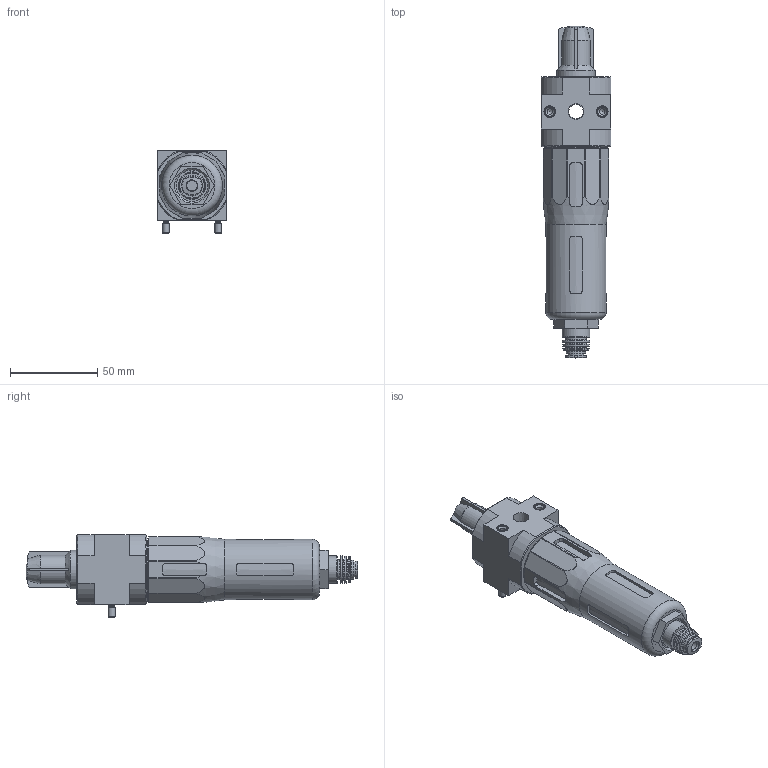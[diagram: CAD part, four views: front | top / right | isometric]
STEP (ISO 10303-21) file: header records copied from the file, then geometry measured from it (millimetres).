
FILE_DESCRIPTION(/* description */ ('STEP AP214'),/* implementation_level */ '2;1');
FILE_NAME(/* name */ '532814_LFMB-D-MINI-DA-A',/* time_stamp */ '2024-09-03T17:16:57+02:00',/* author */ ('License CC BY-ND 4.0'),/* organization */ ('CADENAS'),/* preprocessor_version */ 'ST-DEVELOPER v19.3',/* originating_system */ 'PARTsolutions',/* authorisation */ ' ');
FILE_SCHEMA (('AUTOMOTIVE_DESIGN {1 0 10303 214 3 1 1}'));
Length unit declared in the file: millimetre
Products named in the file (4): 532814 LFMB-D-MINI-DA-A; 670982 LFMB-D-MINI-DA-A; 355622 FRB-D-MINI; 526489 MS4-LFR-V
Assembly tree (4 placements, depth 2):
  532814 LFMB-D-MINI-DA-A
    670982 LFMB-D-MINI-DA-A
    355622 FRB-D-MINI  x2
    526489 MS4-LFR-V
Bounding box: 40 x 190.02 x 47.3 mm (x, y, z)
Volume: 164126 mm3; surface area: 30335.3 mm2
Topology: 4 solids, 4 shells, 269 faces, 664 edges, 427 vertices
Faces by surface type: plane 114, cylinder 86, cone 39, torus 29, sphere 1
Full cylindrical faces by diameter (mm): 2.9 x2, 3.242 x2, 4 x2, 5.2 x2, 6 x3, 11 x2, 11.4 x1, 11.6 x1, 11.8 x1, 12.2 x1, 15.8 x1, 15.9 x1, 18 x1, 22 x1, 22.2 x1, 34.7 x1, 36 x1, 37 x1
Entity records: 9258 total; most frequent: CARTESIAN_POINT 1799, DIRECTION 1136, ORIENTED_EDGE 1134, EDGE_CURVE 567, AXIS2_PLACEMENT_3D 459, VERTEX_POINT 400, FACE_BOUND 343, EDGE_LOOP 342
